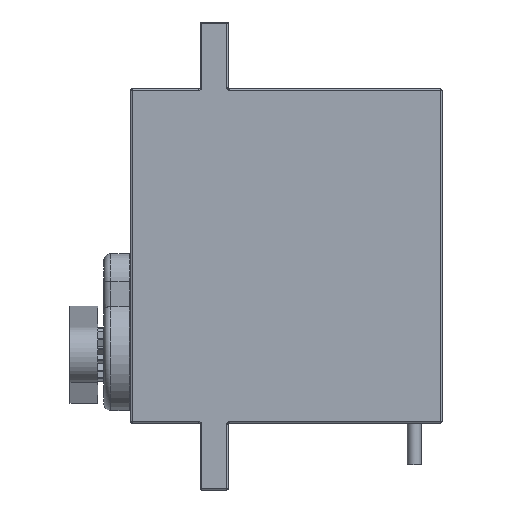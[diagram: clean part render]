
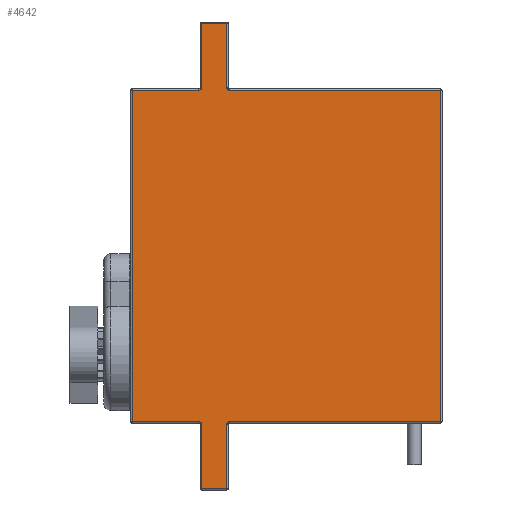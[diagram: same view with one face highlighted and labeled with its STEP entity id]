
A CAD part, left-side view. The second image highlights one B-rep face of the part: STEP entity #4642.
In plain terms, the highlighted planar face has unit normal (-1, 0, 0).
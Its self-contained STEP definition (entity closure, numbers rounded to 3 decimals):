
#242=PLANE('',#5169);
#428=LINE('',#7591,#775);
#430=LINE('',#7629,#777);
#435=LINE('',#7665,#782);
#440=LINE('',#7694,#787);
#442=LINE('',#7703,#789);
#448=LINE('',#7753,#795);
#458=LINE('',#7791,#805);
#460=LINE('',#7794,#807);
#461=LINE('',#7796,#808);
#468=LINE('',#7809,#815);
#475=LINE('',#7820,#822);
#478=LINE('',#7826,#825);
#775=VECTOR('',#5961,10.);
#777=VECTOR('',#6009,10.);
#782=VECTOR('',#6054,10.);
#787=VECTOR('',#6091,10.);
#789=VECTOR('',#6103,10.);
#795=VECTOR('',#6169,10.);
#805=VECTOR('',#6221,10.);
#807=VECTOR('',#6225,10.);
#808=VECTOR('',#6228,10.);
#815=VECTOR('',#6247,10.);
#822=VECTOR('',#6262,10.);
#825=VECTOR('',#6271,10.);
#1249=FACE_OUTER_BOUND('',#1528,.T.);
#1528=EDGE_LOOP('',(#3869,#3870,#3871,#3872,#3873,#3874,#3875,#3876,#3877,
#3878,#3879,#3880,#3881,#3882,#3883,#3884));
#1765=CIRCLE('',#5027,0.2);
#1794=CIRCLE('',#5069,0.2);
#1798=CIRCLE('',#5074,0.2);
#1829=CIRCLE('',#5123,0.2);
#2130=VERTEX_POINT('',#7579);
#2131=VERTEX_POINT('',#7581);
#2132=VERTEX_POINT('',#7585);
#2134=VERTEX_POINT('',#7593);
#2143=VERTEX_POINT('',#7618);
#2146=VERTEX_POINT('',#7625);
#2153=VERTEX_POINT('',#7650);
#2154=VERTEX_POINT('',#7652);
#2156=VERTEX_POINT('',#7658);
#2157=VERTEX_POINT('',#7660);
#2164=VERTEX_POINT('',#7688);
#2167=VERTEX_POINT('',#7699);
#2174=VERTEX_POINT('',#7724);
#2175=VERTEX_POINT('',#7728);
#2179=VERTEX_POINT('',#7744);
#2180=VERTEX_POINT('',#7745);
#2663=EDGE_CURVE('',#2130,#2131,#1765,.T.);
#2668=EDGE_CURVE('',#2132,#2130,#428,.T.);
#2686=EDGE_CURVE('',#2134,#2146,#430,.T.);
#2698=EDGE_CURVE('',#2153,#2154,#1794,.T.);
#2702=EDGE_CURVE('',#2156,#2157,#1798,.T.);
#2705=EDGE_CURVE('',#2146,#2156,#435,.T.);
#2720=EDGE_CURVE('',#2164,#2153,#440,.T.);
#2725=EDGE_CURVE('',#2157,#2167,#442,.T.);
#2746=EDGE_CURVE('',#2179,#2180,#1829,.T.);
#2751=EDGE_CURVE('',#2180,#2174,#448,.T.);
#2771=EDGE_CURVE('',#2175,#2179,#458,.T.);
#2773=EDGE_CURVE('',#2167,#2175,#460,.T.);
#2774=EDGE_CURVE('',#2174,#2164,#461,.T.);
#2781=EDGE_CURVE('',#2154,#2143,#468,.T.);
#2788=EDGE_CURVE('',#2143,#2132,#475,.T.);
#2791=EDGE_CURVE('',#2131,#2134,#478,.T.);
#3869=ORIENTED_EDGE('',*,*,#2746,.F.);
#3870=ORIENTED_EDGE('',*,*,#2771,.F.);
#3871=ORIENTED_EDGE('',*,*,#2773,.F.);
#3872=ORIENTED_EDGE('',*,*,#2725,.F.);
#3873=ORIENTED_EDGE('',*,*,#2702,.F.);
#3874=ORIENTED_EDGE('',*,*,#2705,.F.);
#3875=ORIENTED_EDGE('',*,*,#2686,.F.);
#3876=ORIENTED_EDGE('',*,*,#2791,.F.);
#3877=ORIENTED_EDGE('',*,*,#2663,.F.);
#3878=ORIENTED_EDGE('',*,*,#2668,.F.);
#3879=ORIENTED_EDGE('',*,*,#2788,.F.);
#3880=ORIENTED_EDGE('',*,*,#2781,.F.);
#3881=ORIENTED_EDGE('',*,*,#2698,.F.);
#3882=ORIENTED_EDGE('',*,*,#2720,.F.);
#3883=ORIENTED_EDGE('',*,*,#2774,.F.);
#3884=ORIENTED_EDGE('',*,*,#2751,.F.);
#4642=ADVANCED_FACE('',(#1249),#242,.T.);
#5027=AXIS2_PLACEMENT_3D('',#7582,#5947,#5948);
#5069=AXIS2_PLACEMENT_3D('',#7653,#6037,#6038);
#5074=AXIS2_PLACEMENT_3D('',#7661,#6047,#6048);
#5123=AXIS2_PLACEMENT_3D('',#7746,#6158,#6159);
#5169=AXIS2_PLACEMENT_3D('',#7833,#6283,#6284);
#5947=DIRECTION('center_axis',(-1.,0.,0.));
#5948=DIRECTION('ref_axis',(0.,0.707,-0.707));
#5961=DIRECTION('',(0.,0.,-1.));
#6009=DIRECTION('',(0.,0.,-1.));
#6037=DIRECTION('center_axis',(-1.,0.,0.));
#6038=DIRECTION('ref_axis',(0.,-0.707,-0.707));
#6047=DIRECTION('center_axis',(-1.,0.,0.));
#6048=DIRECTION('ref_axis',(0.,0.707,0.707));
#6054=DIRECTION('',(0.,1.,0.));
#6091=DIRECTION('',(0.,-1.,0.));
#6103=DIRECTION('',(0.,0.,-1.));
#6158=DIRECTION('center_axis',(-1.,0.,0.));
#6159=DIRECTION('ref_axis',(0.,-0.707,0.707));
#6169=DIRECTION('',(0.,1.,0.));
#6221=DIRECTION('',(0.,0.,1.));
#6225=DIRECTION('',(0.,1.,0.));
#6228=DIRECTION('',(0.,0.,1.));
#6247=DIRECTION('',(0.,0.,1.));
#6262=DIRECTION('',(0.,-1.,0.));
#6271=DIRECTION('',(0.,-1.,0.));
#6283=DIRECTION('center_axis',(-1.,0.,0.));
#6284=DIRECTION('ref_axis',(0.,0.,1.));
#7579=CARTESIAN_POINT('',(0.,15.45,0.1));
#7581=CARTESIAN_POINT('',(0.,15.25,-0.1));
#7582=CARTESIAN_POINT('Origin',(0.,15.25,0.1));
#7585=CARTESIAN_POINT('',(0.,15.45,4.705));
#7591=CARTESIAN_POINT('',(0.,15.45,-11.995));
#7593=CARTESIAN_POINT('',(0.,0.1,-0.1));
#7618=CARTESIAN_POINT('',(0.,17.25,4.705));
#7625=CARTESIAN_POINT('',(0.,0.1,-23.89));
#7629=CARTESIAN_POINT('',(0.,0.1,-17.993));
#7650=CARTESIAN_POINT('',(0.,17.45,-0.1));
#7652=CARTESIAN_POINT('',(0.,17.25,0.1));
#7653=CARTESIAN_POINT('Origin',(0.,17.45,0.1));
#7658=CARTESIAN_POINT('',(0.,15.25,-23.89));
#7660=CARTESIAN_POINT('',(0.,15.45,-24.09));
#7661=CARTESIAN_POINT('Origin',(0.,15.25,-24.09));
#7665=CARTESIAN_POINT('',(0.,0.,-23.89));
#7688=CARTESIAN_POINT('',(0.,22.25,-0.1));
#7694=CARTESIAN_POINT('',(0.,0.,-0.1));
#7699=CARTESIAN_POINT('',(0.,15.45,-28.695));
#7703=CARTESIAN_POINT('',(0.,15.45,-23.99));
#7724=CARTESIAN_POINT('',(0.,22.25,-23.89));
#7728=CARTESIAN_POINT('',(0.,17.25,-28.695));
#7744=CARTESIAN_POINT('',(0.,17.25,-24.09));
#7745=CARTESIAN_POINT('',(0.,17.45,-23.89));
#7746=CARTESIAN_POINT('Origin',(0.,17.45,-24.09));
#7753=CARTESIAN_POINT('',(0.,0.,-23.89));
#7791=CARTESIAN_POINT('',(0.,17.25,-23.99));
#7794=CARTESIAN_POINT('',(0.,8.175,-28.695));
#7796=CARTESIAN_POINT('',(0.,22.25,-17.993));
#7809=CARTESIAN_POINT('',(0.,17.25,-11.995));
#7820=CARTESIAN_POINT('',(0.,8.175,4.705));
#7826=CARTESIAN_POINT('',(0.,0.,-0.1));
#7833=CARTESIAN_POINT('Origin',(0.,0.,-23.99));
